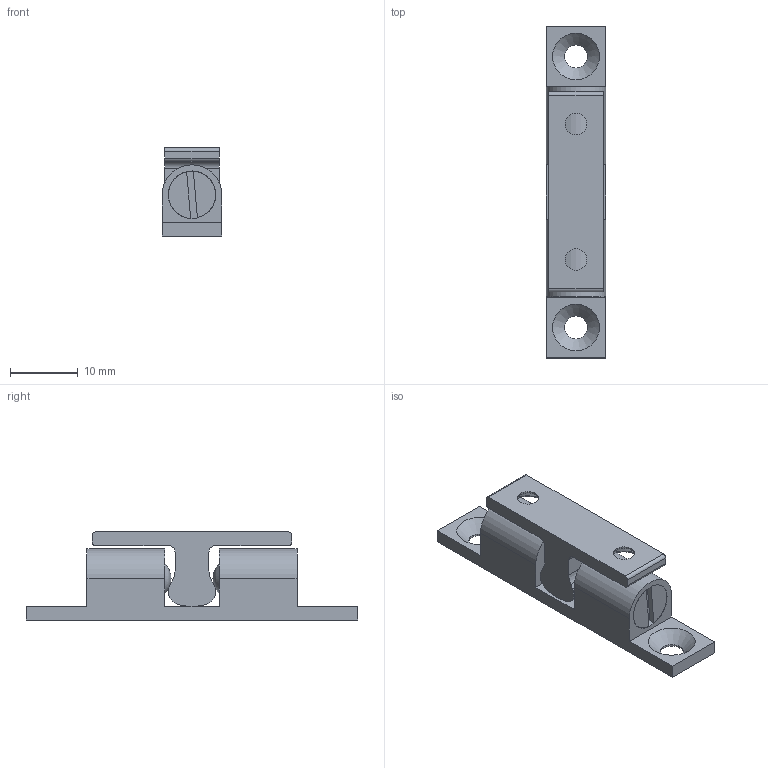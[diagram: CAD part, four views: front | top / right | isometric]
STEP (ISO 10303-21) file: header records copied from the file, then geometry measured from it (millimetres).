
FILE_DESCRIPTION( ( 'STEP AP214' ), '1' );
FILE_NAME( '0930462(180).stp', '2020-06-10T18:59:42', ( 'License CC BY-ND 4.0' ), ( 'CADENAS' ), ' ', 'PARTsolutions', ' ' );
FILE_SCHEMA( ( 'AUTOMOTIVE_DESIGN { 1 0 10303 214 1 1 1 1 }' ) );
Length unit declared in the file: millimetre
Products named in the file (3): 0930462(180); _09304621801; _09304622
Assembly tree (2 placements, depth 2):
  0930462(180)
    _09304621801
    _09304622
Bounding box: 8.8 x 49 x 13 mm (x, y, z)
Volume: 3108.7 mm3; surface area: 2543.6 mm2
Topology: 2 solids, 2 shells, 60 faces, 157 edges, 103 vertices
Faces by surface type: plane 33, cylinder 21, cone 4, sphere 2
Full cylindrical faces by diameter (mm): 3.2 x2, 3.4 x2, 6.3 x2, 7 x2
Entity records: 2296 total; most frequent: DIRECTION 316, CARTESIAN_POINT 301, ORIENTED_EDGE 276, EDGE_CURVE 138, AXIS2_PLACEMENT_3D 115, VERTEX_POINT 100, LINE 86, VECTOR 86
